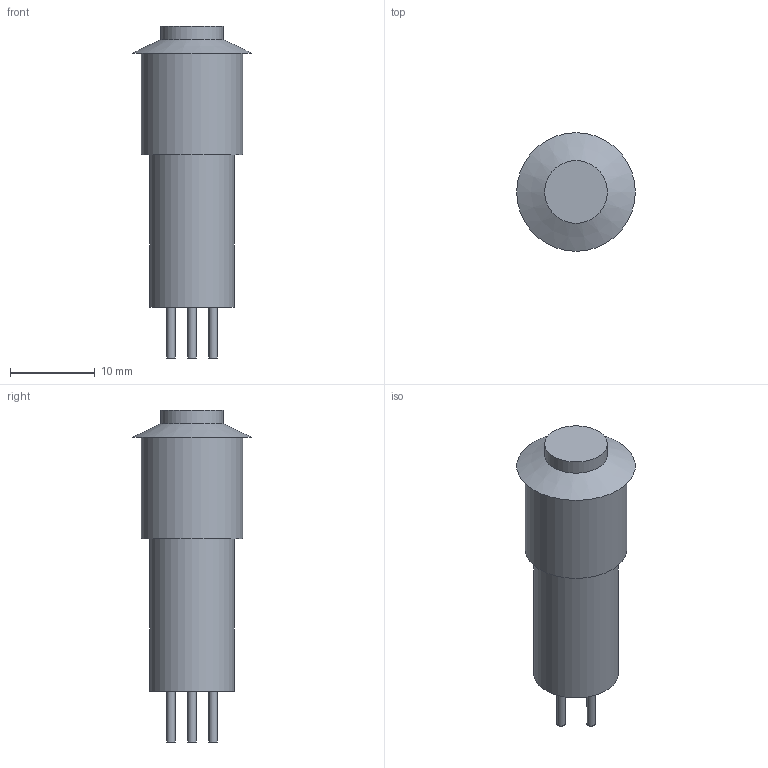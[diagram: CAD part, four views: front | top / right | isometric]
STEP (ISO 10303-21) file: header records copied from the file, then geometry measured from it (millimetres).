
FILE_DESCRIPTION(('FreeCAD Model'),'2;1');
FILE_NAME('Open CASCADE Shape Model','2022-03-25T01:56:20',('Author'),( ''),'Open CASCADE STEP processor 7.5','FreeCAD','Unknown');
FILE_SCHEMA(('AUTOMOTIVE_DESIGN { 1 0 10303 214 1 1 1 1 }'));
Length unit declared in the file: millimetre
Products named in the file (1): LAS4GQH-11_S
Bounding box: 14 x 14 x 39.2 mm (x, y, z)
Volume: 3007 mm3; surface area: 1450.7 mm2
Topology: 1 solids, 1 shells, 16 faces, 23 edges, 15 vertices
Faces by surface type: plane 8, cylinder 7, cone 1
Full cylindrical faces by diameter (mm): 1 x4, 7.4 x1, 10 x1, 12 x1
Entity records: 643 total; most frequent: CARTESIAN_POINT 133, DIRECTION 86, ORIENTED_EDGE 46, PCURVE 46, DEFINITIONAL_REPRESENTATION 46, AXIS2_PLACEMENT_3D 32, B_SPLINE_CURVE_WITH_KNOTS 32, CIRCLE 29
